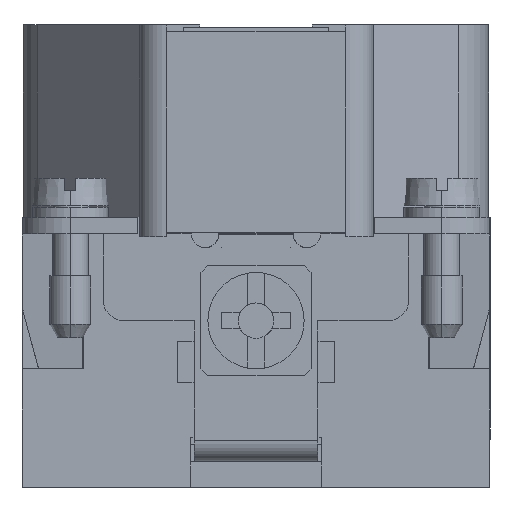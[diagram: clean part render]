
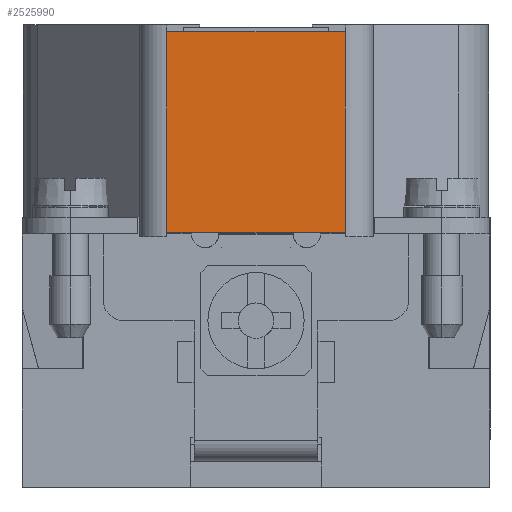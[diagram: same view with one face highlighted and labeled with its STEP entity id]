
A CAD part, left-side view. The second image highlights one B-rep face of the part: STEP entity #2525990.
In plain terms, the highlighted planar face has unit normal (-1, 0, 0).
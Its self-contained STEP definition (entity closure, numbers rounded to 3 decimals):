
#2519470=CARTESIAN_POINT('',(38.264,0.,18.1))
;
#2519480=DIRECTION('',(0.,1.,0.));
#2519490=VECTOR('',#2519480,1.);
#2519500=LINE('',#2519470,#2519490);
#2519510=CARTESIAN_POINT('',(38.264,43.702,18.1));
#2519520=VERTEX_POINT('',#2519510);
#2519530=CARTESIAN_POINT('',(38.264,56.702,18.1));
#2519540=VERTEX_POINT('',#2519530);
#2519550=EDGE_CURVE('',#2519520,#2519540,#2519500,.T.);
#2525690=CARTESIAN_POINT('',(38.264,58.702,19.2));
#2525700=DIRECTION('',(1.,0.,0.));
#2525710=DIRECTION('',(0.,1.,0.));
#2525720=AXIS2_PLACEMENT_3D('',#2525690,#2525700,#2525710);
#2525730=PLANE('',#2525720);
#2525740=CARTESIAN_POINT('',(38.264,56.702,
0.));
#2525750=DIRECTION('',(0.,0.,-1.));
#2525760=VECTOR('',#2525750,1.);
#2525770=LINE('',#2525740,#2525760);
#2525780=CARTESIAN_POINT('',(38.264,56.702,32.7));
#2525790=VERTEX_POINT('',#2525780);
#2525800=EDGE_CURVE('',#2525790,#2519540,#2525770,.T.);
#2525810=ORIENTED_EDGE('',*,*,#2525800,.T.);
#2525820=CARTESIAN_POINT('',(38.264,0.,32.7))
;
#2525830=DIRECTION('',(0.,-1.,0.));
#2525840=VECTOR('',#2525830,1.);
#2525850=LINE('',#2525820,#2525840);
#2525860=CARTESIAN_POINT('',(38.264,43.702,32.7));
#2525870=VERTEX_POINT('',#2525860);
#2525880=EDGE_CURVE('',#2525790,#2525870,#2525850,.T.);
#2525890=ORIENTED_EDGE('',*,*,#2525880,.F.);
#2525900=CARTESIAN_POINT('',(38.264,43.702,
0.));
#2525910=DIRECTION('',(0.,0.,1.));
#2525920=VECTOR('',#2525910,1.);
#2525930=LINE('',#2525900,#2525920);
#2525940=EDGE_CURVE('',#2519520,#2525870,#2525930,.T.);
#2525950=ORIENTED_EDGE('',*,*,#2525940,.T.);
#2525960=ORIENTED_EDGE('',*,*,#2519550,.F.);
#2525970=EDGE_LOOP('',(#2525960,#2525950,#2525890,#2525810));
#2525980=FACE_OUTER_BOUND('',#2525970,.T.);
#2525990=ADVANCED_FACE('',(#2525980),#2525730,.F.);
